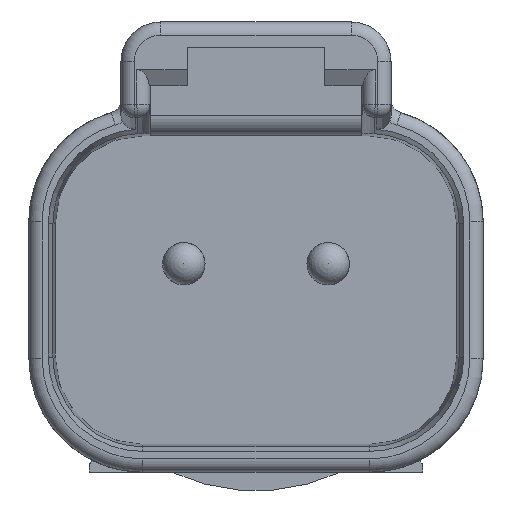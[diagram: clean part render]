
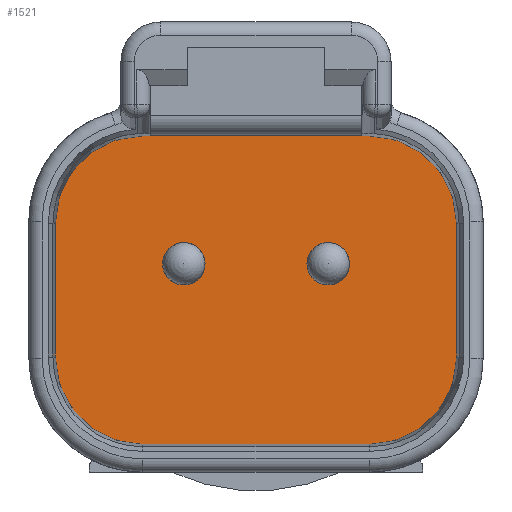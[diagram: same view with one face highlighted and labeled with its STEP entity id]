
A CAD part, front view. The second image highlights one B-rep face of the part: STEP entity #1521.
In plain terms, the highlighted planar face has unit normal (0, -1, 0).
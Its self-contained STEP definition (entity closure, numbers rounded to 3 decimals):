
#103=PLANE('',#5889);
#285=LINE('',#10124,#541);
#289=LINE('',#10136,#545);
#292=LINE('',#10151,#548);
#298=LINE('',#10197,#554);
#541=VECTOR('',#6755,1.);
#545=VECTOR('',#6767,1.);
#548=VECTOR('',#6778,1.);
#554=VECTOR('',#6792,1.);
#1521=ADVANCED_FACE('',(#1895,#1896,#1897),#103,.T.);
#1895=FACE_BOUND('',#1992,.T.);
#1896=FACE_BOUND('',#1993,.T.);
#1897=FACE_BOUND('',#1994,.T.);
#1992=EDGE_LOOP('',(#2774));
#1993=EDGE_LOOP('',(#2775));
#1994=EDGE_LOOP('',(#2776,#2777,#2778,#2779,#2780,#2781,#2782,#2783));
#2774=ORIENTED_EDGE('',*,*,#4528,.F.);
#2775=ORIENTED_EDGE('',*,*,#4526,.F.);
#2776=ORIENTED_EDGE('',*,*,#4904,.F.);
#2777=ORIENTED_EDGE('',*,*,#4907,.F.);
#2778=ORIENTED_EDGE('',*,*,#4910,.F.);
#2779=ORIENTED_EDGE('',*,*,#4913,.F.);
#2780=ORIENTED_EDGE('',*,*,#4916,.F.);
#2781=ORIENTED_EDGE('',*,*,#4920,.F.);
#2782=ORIENTED_EDGE('',*,*,#4927,.F.);
#2783=ORIENTED_EDGE('',*,*,#4930,.F.);
#4009=VERTEX_POINT('',#7761);
#4011=VERTEX_POINT('',#7766);
#4321=VERTEX_POINT('',#10116);
#4323=VERTEX_POINT('',#10123);
#4325=VERTEX_POINT('',#10129);
#4327=VERTEX_POINT('',#10135);
#4329=VERTEX_POINT('',#10141);
#4331=VERTEX_POINT('',#10150);
#4334=VERTEX_POINT('',#10170);
#4340=VERTEX_POINT('',#10196);
#4526=EDGE_CURVE('',#4009,#4009,#5393,.T.);
#4528=EDGE_CURVE('',#4011,#4011,#5395,.T.);
#4904=EDGE_CURVE('',#4323,#4321,#285,.T.);
#4907=EDGE_CURVE('',#4325,#4323,#5478,.T.);
#4910=EDGE_CURVE('',#4327,#4325,#289,.T.);
#4913=EDGE_CURVE('',#4329,#4327,#5480,.T.);
#4916=EDGE_CURVE('',#4331,#4329,#292,.T.);
#4920=EDGE_CURVE('',#4334,#4331,#5482,.T.);
#4927=EDGE_CURVE('',#4340,#4334,#298,.T.);
#4930=EDGE_CURVE('',#4321,#4340,#5484,.T.);
#5393=CIRCLE('',#5728,0.8);
#5395=CIRCLE('',#5731,0.8);
#5478=CIRCLE('',#5875,3.3);
#5480=CIRCLE('',#5879,3.3);
#5482=CIRCLE('',#5883,3.3);
#5484=CIRCLE('',#5887,3.3);
#5728=AXIS2_PLACEMENT_3D('',#7760,#6321,#6322);
#5731=AXIS2_PLACEMENT_3D('',#7765,#6327,#6328);
#5875=AXIS2_PLACEMENT_3D('',#10130,#6761,#6762);
#5879=AXIS2_PLACEMENT_3D('',#10142,#6773,#6774);
#5883=AXIS2_PLACEMENT_3D('',#10171,#6784,#6785);
#5887=AXIS2_PLACEMENT_3D('',#10214,#6797,#6798);
#5889=AXIS2_PLACEMENT_3D('',#10216,#6801,#6802);
#6321=DIRECTION('',(0.,-1.,0.));
#6322=DIRECTION('',(0.,0.,-1.));
#6327=DIRECTION('',(0.,-1.,0.));
#6328=DIRECTION('',(0.,0.,-1.));
#6755=DIRECTION('',(0.,0.,1.));
#6761=DIRECTION('',(0.,1.,0.));
#6762=DIRECTION('',(1.,0.,0.));
#6767=DIRECTION('',(-1.,0.,0.));
#6773=DIRECTION('',(0.,1.,0.));
#6774=DIRECTION('',(1.,0.,0.));
#6778=DIRECTION('',(0.,0.,-1.));
#6784=DIRECTION('',(0.,1.,0.));
#6785=DIRECTION('',(1.,0.,0.));
#6792=DIRECTION('',(1.,0.,0.));
#6797=DIRECTION('',(0.,1.,0.));
#6798=DIRECTION('',(1.,0.,0.));
#6801=DIRECTION('',(0.,-1.,0.));
#6802=DIRECTION('',(0.,0.,-1.));
#7760=CARTESIAN_POINT('',(-2.725,18.,0.995));
#7761=CARTESIAN_POINT('',(-2.725,18.,0.195));
#7765=CARTESIAN_POINT('',(2.725,18.,0.995));
#7766=CARTESIAN_POINT('',(2.725,18.,0.195));
#10116=CARTESIAN_POINT('',(-7.575,18.,2.525));
#10123=CARTESIAN_POINT('',(-7.575,18.,-2.525));
#10124=CARTESIAN_POINT('',(-7.575,18.,2.525));
#10129=CARTESIAN_POINT('',(-4.275,18.,-5.825));
#10130=CARTESIAN_POINT('',(-4.275,18.,-2.525));
#10135=CARTESIAN_POINT('',(4.275,18.,-5.825));
#10136=CARTESIAN_POINT('',(-4.275,18.,-5.825));
#10141=CARTESIAN_POINT('',(7.575,18.,-2.525));
#10142=CARTESIAN_POINT('',(4.275,18.,-2.525));
#10150=CARTESIAN_POINT('',(7.575,18.,2.525));
#10151=CARTESIAN_POINT('',(7.575,18.,-2.525));
#10170=CARTESIAN_POINT('',(4.275,18.,5.825));
#10171=CARTESIAN_POINT('',(4.275,18.,2.525));
#10196=CARTESIAN_POINT('',(-4.275,18.,5.825));
#10197=CARTESIAN_POINT('',(4.275,18.,5.825));
#10214=CARTESIAN_POINT('',(-4.275,18.,2.525));
#10216=CARTESIAN_POINT('',(-4.275,18.,-2.525));
